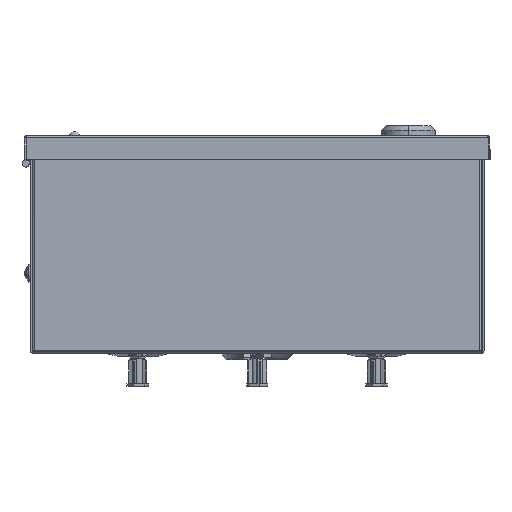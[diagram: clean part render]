
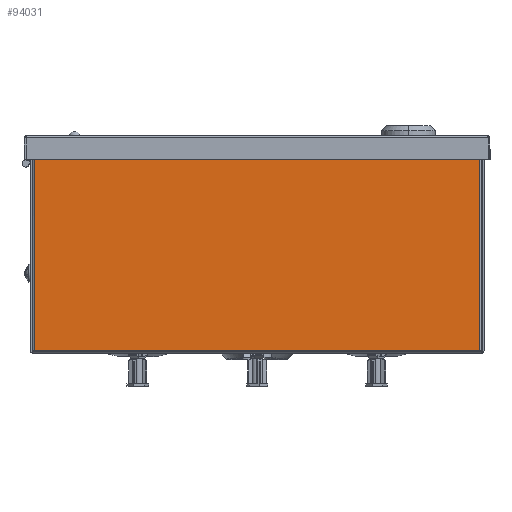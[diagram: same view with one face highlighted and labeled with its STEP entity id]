
A CAD part, front view. The second image highlights one B-rep face of the part: STEP entity #94031.
In plain terms, the highlighted planar face has unit normal (0, -1, 0).
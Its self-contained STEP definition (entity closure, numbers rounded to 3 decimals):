
#4393 = DIRECTION ( 'NONE',  ( 0., 0., 1. ) ) ;
#7769 = DIRECTION ( 'NONE',  ( 0., 0., 1. ) ) ;
#8242 = EDGE_CURVE ( 'NONE', #107474, #25919, #15501, .T. ) ;
#12698 = VECTOR ( 'NONE', #4393, 1000. ) ;
#15501 = LINE ( 'NONE', #111661, #12698 ) ;
#17712 = ORIENTED_EDGE ( 'NONE', *, *, #90099, .T. ) ;
#24988 = EDGE_LOOP ( 'NONE', ( #104053, #17712, #100333, #34956 ) ) ;
#25061 = DIRECTION ( 'NONE',  ( -1., 0., 0. ) ) ;
#25919 = VERTEX_POINT ( 'NONE', #91050 ) ;
#27980 = FACE_OUTER_BOUND ( 'NONE', #24988, .T. ) ;
#32521 = CARTESIAN_POINT ( 'NONE',  ( 93.2, -145., 0.1 ) ) ;
#34038 = AXIS2_PLACEMENT_3D ( 'NONE', #103206, #115697, #7769 ) ;
#34181 = CARTESIAN_POINT ( 'NONE',  ( 0., -145., 88.6 ) ) ;
#34956 = ORIENTED_EDGE ( 'NONE', *, *, #78793, .F. ) ;
#36256 = LINE ( 'NONE', #34181, #115443 ) ;
#36728 = DIRECTION ( 'NONE',  ( 0., 0., -1. ) ) ;
#51511 = DIRECTION ( 'NONE',  ( -1., 0., 0. ) ) ;
#63404 = VERTEX_POINT ( 'NONE', #87828 ) ;
#63983 = LINE ( 'NONE', #106469, #127725 ) ;
#68681 = LINE ( 'NONE', #132051, #84084 ) ;
#78793 = EDGE_CURVE ( 'NONE', #107474, #63404, #63983, .T. ) ;
#83162 = VERTEX_POINT ( 'NONE', #121910 ) ;
#83647 = EDGE_CURVE ( 'NONE', #83162, #63404, #68681, .T. ) ;
#84084 = VECTOR ( 'NONE', #36728, 1000. ) ;
#87828 = CARTESIAN_POINT ( 'NONE',  ( -93.2, -145., 0.1 ) ) ;
#90099 = EDGE_CURVE ( 'NONE', #25919, #83162, #36256, .T. ) ;
#91050 = CARTESIAN_POINT ( 'NONE',  ( 93.2, -145., 88.6 ) ) ;
#94031 = ADVANCED_FACE ( 'NONE', ( #27980 ), #126126, .F. ) ;
#100333 = ORIENTED_EDGE ( 'NONE', *, *, #83647, .T. ) ;
#103206 = CARTESIAN_POINT ( 'NONE',  ( 0., -145., 0. ) ) ;
#104053 = ORIENTED_EDGE ( 'NONE', *, *, #8242, .T. ) ;
#106469 = CARTESIAN_POINT ( 'NONE',  ( -94.1, -145., 0.1 ) ) ;
#107474 = VERTEX_POINT ( 'NONE', #32521 ) ;
#111661 = CARTESIAN_POINT ( 'NONE',  ( 93.2, -145., 0.1 ) ) ;
#115443 = VECTOR ( 'NONE', #25061, 1000. ) ;
#115697 = DIRECTION ( 'NONE',  ( 0., 1., 0. ) ) ;
#121910 = CARTESIAN_POINT ( 'NONE',  ( -93.2, -145., 88.6 ) ) ;
#126126 = PLANE ( 'NONE',  #34038 ) ;
#127725 = VECTOR ( 'NONE', #51511, 1000. ) ;
#132051 = CARTESIAN_POINT ( 'NONE',  ( -93.2, -145., 88.6 ) ) ;
